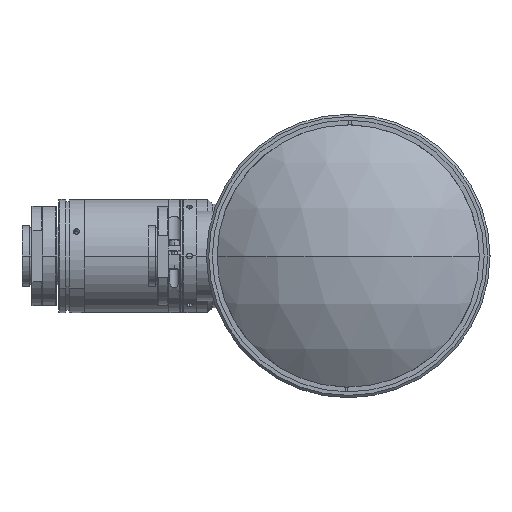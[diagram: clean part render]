
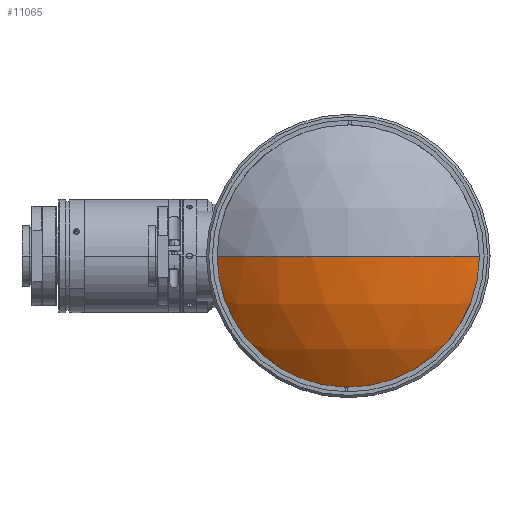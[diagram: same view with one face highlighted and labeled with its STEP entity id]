
A CAD part, left-side view. The second image highlights one B-rep face of the part: STEP entity #11065.
In plain terms, the highlighted spherical face has radius 88.646 mm.
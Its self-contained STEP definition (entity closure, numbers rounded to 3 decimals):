
#292 = DIRECTION ( 'NONE',  ( 0., 0., 1. ) ) ;
#505 = ORIENTED_EDGE ( 'NONE', *, *, #11312, .F. ) ;
#1064 = EDGE_LOOP ( 'NONE', ( #1105, #12355, #505 ) ) ;
#1105 = ORIENTED_EDGE ( 'NONE', *, *, #6315, .T. ) ;
#1716 = SPHERICAL_SURFACE ( 'NONE', #5008, 88.646 ) ;
#2628 = CARTESIAN_POINT ( 'NONE',  ( 88.646, 0., 0. ) ) ;
#3458 = VERTEX_POINT ( 'NONE', #12489 ) ;
#3973 = EDGE_CURVE ( 'NONE', #4066, #19936, #18815, .T. ) ;
#4066 = VERTEX_POINT ( 'NONE', #18688 ) ;
#4113 = AXIS2_PLACEMENT_3D ( 'NONE', #11963, #4246, #15373 ) ;
#4246 = DIRECTION ( 'NONE',  ( 0., 0., -1. ) ) ;
#4259 = DIRECTION ( 'NONE',  ( 1., 0., 0. ) ) ;
#5008 = AXIS2_PLACEMENT_3D ( 'NONE', #8236, #16022, #11167 ) ;
#6315 = EDGE_CURVE ( 'NONE', #3458, #4066, #9447, .T. ) ;
#8236 = CARTESIAN_POINT ( 'NONE',  ( 88.646, 0., 0. ) ) ;
#8546 = AXIS2_PLACEMENT_3D ( 'NONE', #2628, #13659, #4259 ) ;
#9386 = AXIS2_PLACEMENT_3D ( 'NONE', #12817, #14423, #292 ) ;
#9447 = CIRCLE ( 'NONE', #9386, 56.5 ) ;
#11065 = ADVANCED_FACE ( 'NONE', ( #17032 ), #1716, .T. ) ;
#11167 = DIRECTION ( 'NONE',  ( 0., 1., 0. ) ) ;
#11312 = EDGE_CURVE ( 'NONE', #3458, #19936, #14772, .T. ) ;
#11963 = CARTESIAN_POINT ( 'NONE',  ( 88.646, 0., 0. ) ) ;
#12355 = ORIENTED_EDGE ( 'NONE', *, *, #3973, .T. ) ;
#12489 = CARTESIAN_POINT ( 'NONE',  ( 20.339, 56.5, 0. ) ) ;
#12817 = CARTESIAN_POINT ( 'NONE',  ( 20.339, 0., 0. ) ) ;
#13659 = DIRECTION ( 'NONE',  ( 0., 0., 1. ) ) ;
#14423 = DIRECTION ( 'NONE',  ( -1., 0., 0. ) ) ;
#14772 = CIRCLE ( 'NONE', #8546, 88.646 ) ;
#15373 = DIRECTION ( 'NONE',  ( 0., 1., 0. ) ) ;
#16022 = DIRECTION ( 'NONE',  ( 0., 0., -1. ) ) ;
#17032 = FACE_OUTER_BOUND ( 'NONE', #1064, .T. ) ;
#18688 = CARTESIAN_POINT ( 'NONE',  ( 20.339, -56.5, 0. ) ) ;
#18815 = CIRCLE ( 'NONE', #4113, 88.646 ) ;
#19312 = CARTESIAN_POINT ( 'NONE',  ( 0., 0., 0. ) ) ;
#19936 = VERTEX_POINT ( 'NONE', #19312 ) ;
